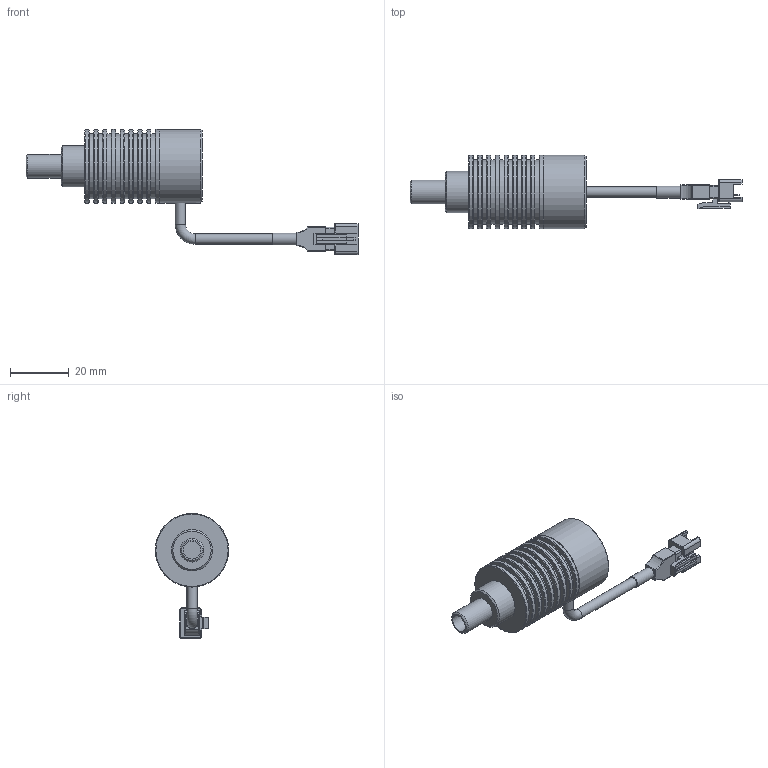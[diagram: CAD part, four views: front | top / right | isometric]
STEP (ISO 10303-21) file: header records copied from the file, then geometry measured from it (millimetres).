
FILE_DESCRIPTION (( 'STEP AP203' ), '1' );
FILE_NAME ('XF-ADLED1.STEP', '2019-04-16T03:14:27', ( '' ), ( '' ), 'SwSTEP 2.0', 'SolidWorks 2014', '' );
FILE_SCHEMA (( 'CONFIG_CONTROL_DESIGN' ));
Length unit declared in the file: millimetre
Products named in the file (1): XF-ADLED1
Bounding box: 112.91 x 25 x 42.51 mm (x, y, z)
Surface area: 8261.1 mm2 (no closed solid volume)
Topology: 0 solids, 3 shells, 193 faces, 477 edges, 301 vertices
Faces by surface type: plane 109, cylinder 48, cone 21, torus 9, sphere 6
Full cylindrical faces by diameter (mm): 2 x1, 3.5 x2, 4 x1, 6 x1, 8 x1, 14 x1, 22 x8, 25 x10
Entity records: 5439 total; most frequent: CARTESIAN_POINT 1011, DIRECTION 929, ORIENTED_EDGE 777, EDGE_CURVE 410, AXIS2_PLACEMENT_3D 328, VERTEX_POINT 288, LINE 273, VECTOR 273
